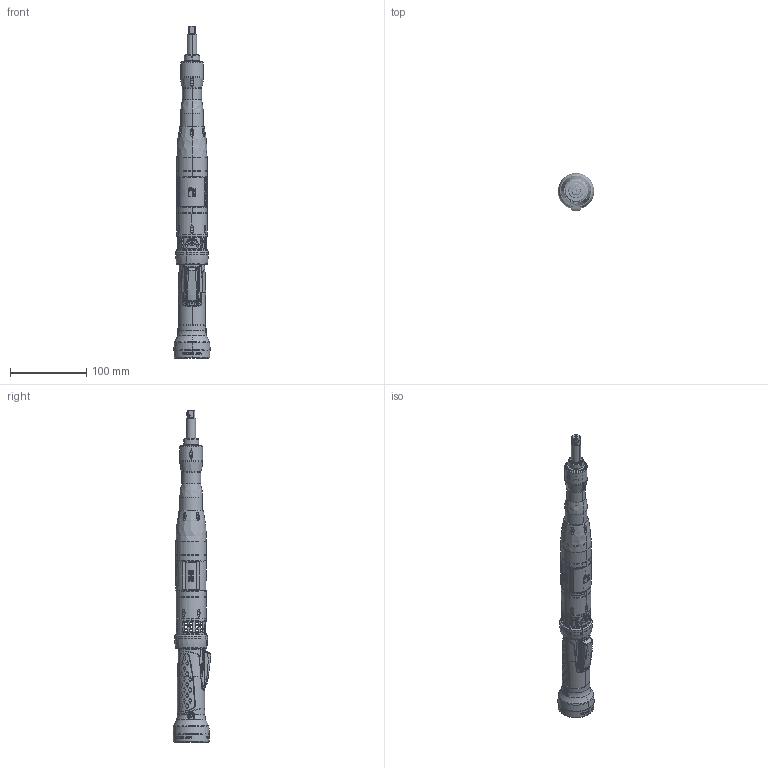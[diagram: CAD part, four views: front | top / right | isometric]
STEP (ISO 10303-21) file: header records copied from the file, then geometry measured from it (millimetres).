
FILE_DESCRIPTION((''),'2;1');
FILE_NAME('8436623011_DIM_ASM','2019-01-31T16:21:01',('Toocsr'),(''),'CREO PARAMETRIC BY PTC INC, 2018100','CREO PARAMETRIC BY PTC INC, 2018100','');
FILE_SCHEMA(('CONFIG_CONTROL_DESIGN','GEOMETRIC_VALIDATION_PROPERTIES_MIM'));
Products named in the file (40): 4220474000; 4220447600; 4220125604; 4220473985_ASM; 4220473902; 4220453100; 4224411200_ASM; 4220434600; 4220473700; 4220453000; 4224411002_ASM; 4220413100; 4220412605; 4220412604; 4220512100; 4220412706_AF0; 4220512180_ASM; 4224411100_ASM; 4220453001; HALL_SWITCH-MELEXIE-MLX90242; 4220444620_DESIGN_ASM; 4220444680_DESIGN_ASM; 4224412300_ASM; 4220500400; 4220500401; 4220500480_ASM; 4220500300; 4220500301; 4220276601; 4220114700; 4090069700; 4220299301; 4220114603; 0108169062; 4220488000; 0666810012; 4224250706_ASM; 4220465602; 4220460800; 8436623011_DIM_ASM
Assembly tree (41 placements, depth 5):
  8436623011_DIM_ASM
    4224411200_ASM
      4220473985_ASM
        4220474000
        4220447600
        4220125604  x2
      4220473902
      4220453100
    4220434600
    4224411002_ASM
      4220473700
      4220453000
    4224411100_ASM
      4220413100
      4220412605
      4220412604
      4220512180_ASM
        4220512100
        4220412706_AF0
    4224412300_ASM
      4220453001
      4220444680_DESIGN_ASM
        4220444620_DESIGN_ASM
          HALL_SWITCH-MELEXIE-MLX90242  x2
    4220500400
    4220500480_ASM
      4220500401
    4220500300
    4220500301
    4224250706_ASM
      4220276601
      4220114700
      4090069700
      4220299301
      4220114603
      0108169062
      4220488000
      0666810012
    4220465602
    4220460800
Bounding box: 47.62 x 49.76 x 435.8 mm (x, y, z)
Volume: 135182.4 mm3; surface area: 146580.5 mm2
Topology: 31 solids, 33 shells, 7051 faces, 18598 edges, 11980 vertices
Faces by surface type: plane 2896, bspline 1487, cylinder 1168, extrusion 767, cone 380, torus 280, sphere 50, revolution 23
Entity records: 376024 total; most frequent: CARTESIAN_POINT 162502, ORIENTED_EDGE 36780, DIRECTION 24806, EDGE_CURVE 18396, PRESENTATION_STYLE_ASSIGNMENT 15428, STYLED_ITEM 15373, CURVE_STYLE 13230, VERTEX_POINT 11864
